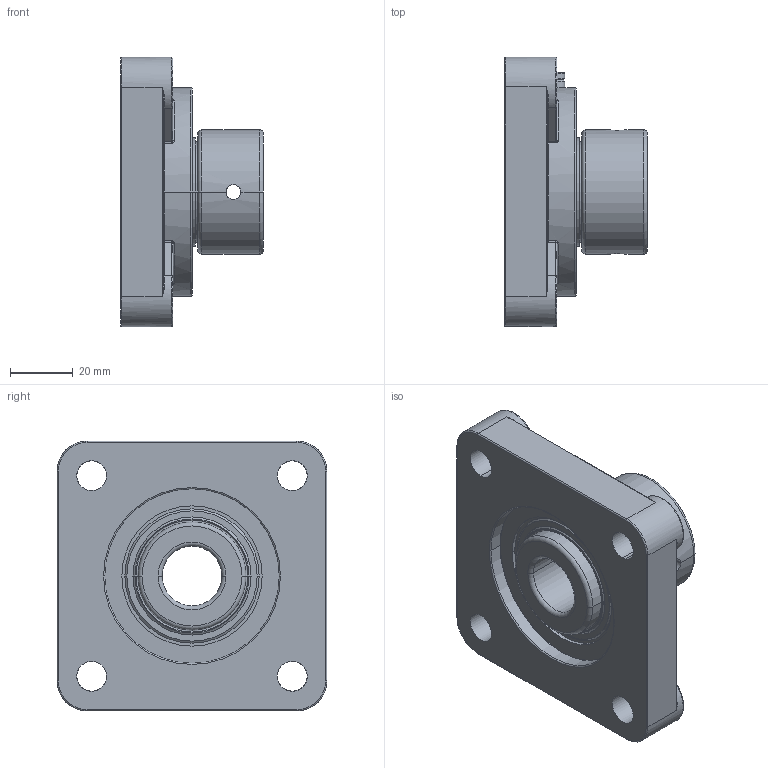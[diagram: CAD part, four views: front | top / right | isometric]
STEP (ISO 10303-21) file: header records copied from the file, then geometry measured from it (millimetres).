
FILE_DESCRIPTION((''),'2;1');
FILE_NAME('FLANGE_BEARING_4_ASM','2018-08-04T',('user'),(''),'PRO/ENGINEER BY PARAMETRIC TECHNOLOGY CORPORATION, 2017170','PRO/ENGINEER BY PARAMETRIC TECHNOLOGY CORPORATION, 2017170','');
FILE_SCHEMA(('AUTOMOTIVE_DESIGN { 1 0 10303 214 1 1 1 1 }'));
Length unit declared in the file: millimetre
Products named in the file (9): BEARING_CAT_OUTER; BEARING_CAT_CENTER; BEARING_CAT_SEAL; BEARING_CAT_SEAL_NEAR; BEARING_CAT_BALL; BEARING_CAT_ROLLER_SA_CSA; FLANGE; BEARING_CAT_SIDE_SA_CSA; FLANGE_BEARING_4_ASM
Assembly tree (8 placements, depth 2):
  FLANGE_BEARING_4_ASM
    BEARING_CAT_OUTER
    BEARING_CAT_CENTER
    BEARING_CAT_SEAL
    BEARING_CAT_SEAL_NEAR
    BEARING_CAT_BALL
    BEARING_CAT_ROLLER_SA_CSA
    FLANGE
    BEARING_CAT_SIDE_SA_CSA
Bounding box: 45.6 x 86 x 86 mm (x, y, z)
Volume: 129470.5 mm3; surface area: 49400.7 mm2
Topology: 17 solids, 17 shells, 342 faces, 931 edges, 528 vertices
Faces by surface type: cylinder 91, sphere 71, plane 65, torus 55, cone 34, bspline 26
Entity records: 17601 total; most frequent: CARTESIAN_POINT 5384, DIRECTION 1832, ORIENTED_EDGE 1670, PRESENTATION_STYLE_ASSIGNMENT 865, STYLED_ITEM 852, CURVE_STYLE 835, EDGE_CURVE 835, AXIS2_PLACEMENT_3D 823
